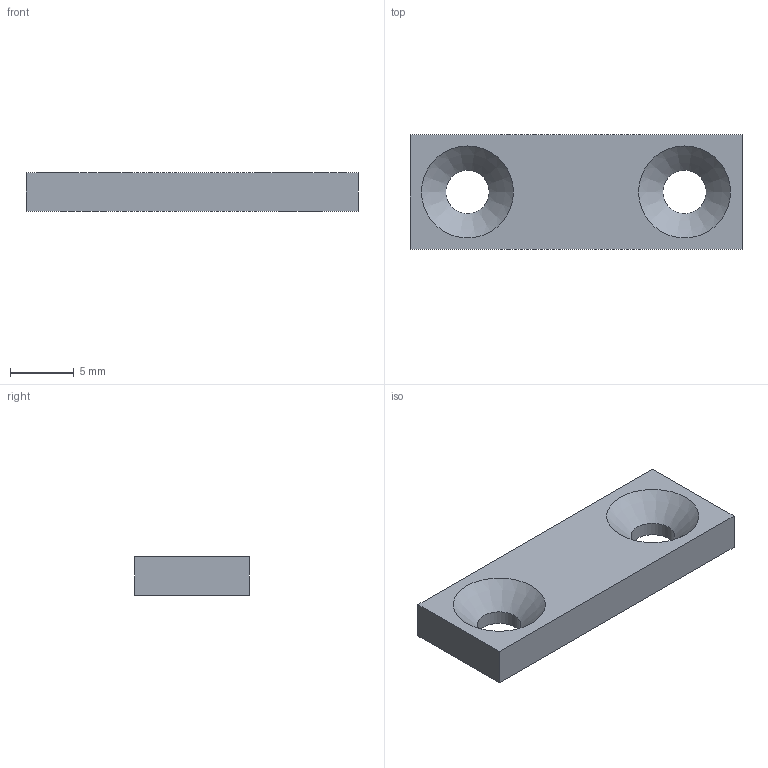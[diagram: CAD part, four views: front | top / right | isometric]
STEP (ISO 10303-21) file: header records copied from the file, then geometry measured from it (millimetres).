
FILE_DESCRIPTION(('FreeCAD Model'),'2;1');
FILE_NAME('Open CASCADE Shape Model','2025-06-03T22:39:05',(''),(''), 'Open CASCADE STEP processor 7.8','FreeCAD','Unknown');
FILE_SCHEMA(('AUTOMOTIVE_DESIGN { 1 0 10303 214 1 1 1 1 }'));
Length unit declared in the file: millimetre
Products named in the file (1): Mount_closure
Bounding box: 26 x 9 x 3 mm (x, y, z)
Volume: 594.6 mm3; surface area: 691.4 mm2
Topology: 1 solids, 1 shells, 10 faces, 22 edges, 14 vertices
Faces by surface type: plane 6, cylinder 2, cone 2
Full cylindrical faces by diameter (mm): 3.4 x2
Entity records: 592 total; most frequent: DIRECTION 94, CARTESIAN_POINT 91, LINE 56, VECTOR 56, ORIENTED_EDGE 44, PCURVE 44, DEFINITIONAL_REPRESENTATION 44, EDGE_CURVE 22
